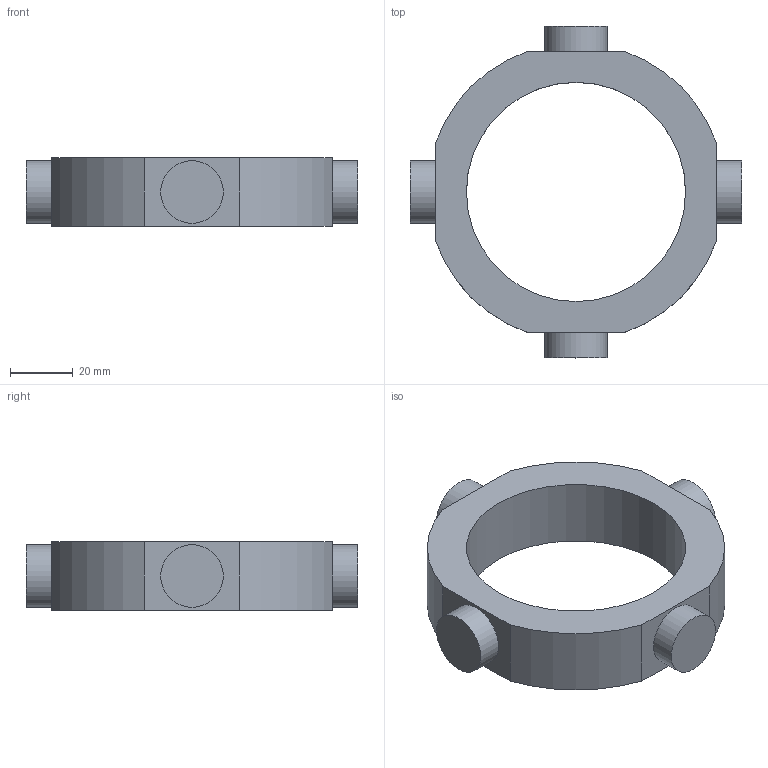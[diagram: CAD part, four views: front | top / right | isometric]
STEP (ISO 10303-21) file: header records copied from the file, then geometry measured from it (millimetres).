
FILE_DESCRIPTION(/* description */ (''),/* implementation_level */ '2;1');
FILE_NAME(/* name */ 'Dummy-Ring_MT_WST00054722_ipt_417a65cc.STEP',/* time_stamp */ '2020-11-16T16:19:47+01:00',/* author */ ('SUSTRVOJ'),/* organization */ (''),/* preprocessor_version */ 'ST-DEVELOPER v17.2',/* originating_system */ 'Autodesk Inventor 2019',/* authorisation */ '');
FILE_SCHEMA (('AUTOMOTIVE_DESIGN { 1 0 10303 214 3 1 1 }'));
Length unit declared in the file: millimetre
Products named in the file (1): Dummy-Ring_MT_WST00054722
Bounding box: 106 x 106 x 22 mm (x, y, z)
Volume: 76843.3 mm3; surface area: 19438.5 mm2
Topology: 1 solids, 1 shells, 19 faces, 47 edges, 34 vertices
Faces by surface type: plane 10, cylinder 9
Full cylindrical faces by diameter (mm): 20 x4, 70 x1
Entity records: 645 total; most frequent: DIRECTION 113, CARTESIAN_POINT 101, ORIENTED_EDGE 94, EDGE_CURVE 47, AXIS2_PLACEMENT_3D 46, VERTEX_POINT 34, CIRCLE 26, EDGE_LOOP 25
